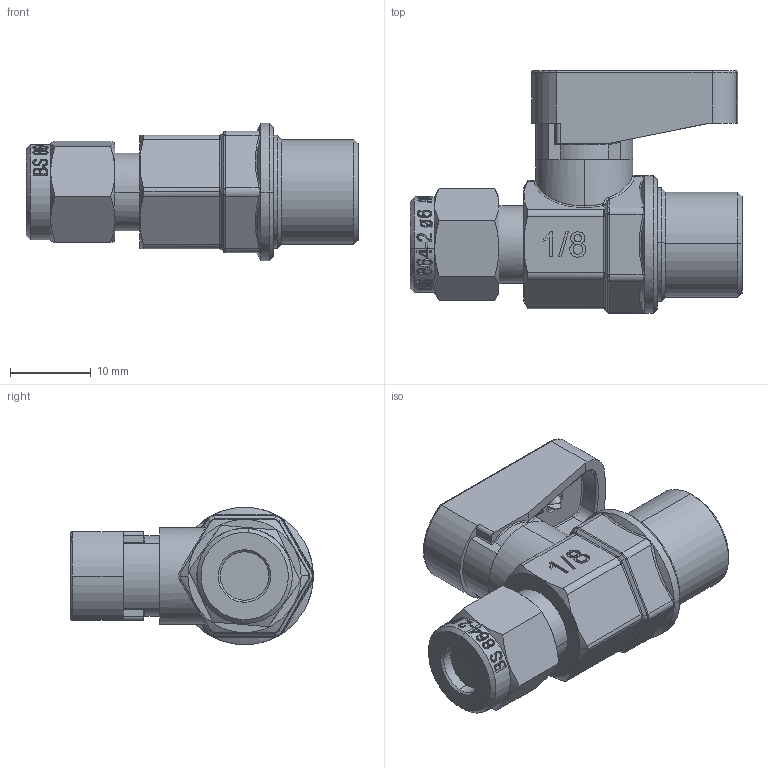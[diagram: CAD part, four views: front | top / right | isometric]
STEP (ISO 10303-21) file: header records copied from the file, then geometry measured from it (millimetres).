
FILE_DESCRIPTION (( 'STEP AP214' ), '1' );
FILE_NAME ('0643000001.step', '2012-10-02T16:31:51', ( '' ), ( '' ), 'SwSTEP 2.0', 'SolidWorks 2012', '' );
FILE_SCHEMA (( 'AUTOMOTIVE_DESIGN' ));
Length unit declared in the file: millimetre
Products named in the file (1): 0643000001
Bounding box: 41.05 x 30 x 17 mm (x, y, z)
Volume: 7584.9 mm3; surface area: 4967.9 mm2
Topology: 5 solids, 7 shells, 950 faces, 2419 edges, 1563 vertices
Faces by surface type: plane 427, bspline 268, cylinder 173, cone 43, torus 37, sphere 2
Entity records: 53686 total; most frequent: CARTESIAN_POINT 22525, ORIENTED_EDGE 4838, DIRECTION 3447, EDGE_CURVE 2419, VERTEX_POINT 1563, AXIS2_PLACEMENT_3D 1162, LINE 1123, VECTOR 1123
